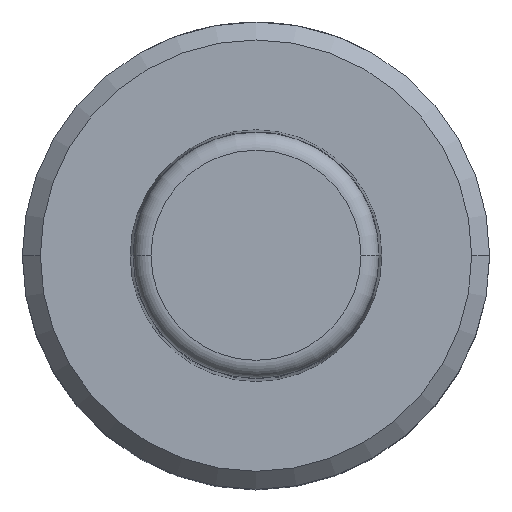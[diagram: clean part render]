
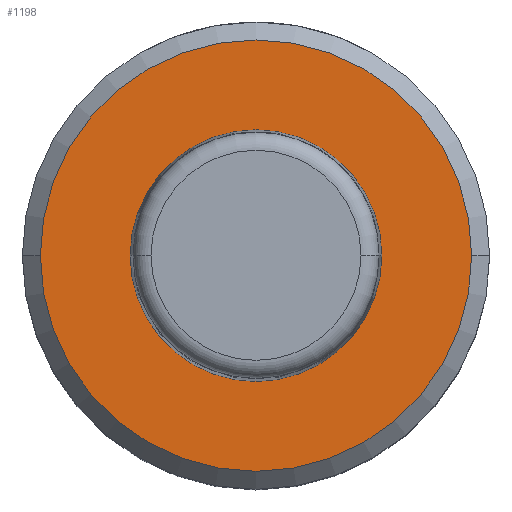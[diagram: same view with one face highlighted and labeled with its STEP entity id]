
A CAD part, top view. The second image highlights one B-rep face of the part: STEP entity #1198.
In plain terms, the highlighted planar face has unit normal (0, 0, 1).
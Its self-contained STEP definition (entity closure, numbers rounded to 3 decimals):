
#43 = DIRECTION ( 'NONE',  ( -1., 0., 0. ) ) ;
#96 = FACE_OUTER_BOUND ( 'NONE', #688, .T. ) ;
#112 = CIRCLE ( 'NONE', #1265, 3.5 ) ;
#173 = CARTESIAN_POINT ( 'NONE',  ( 3.5, 0., -1. ) ) ;
#192 = AXIS2_PLACEMENT_3D ( 'NONE', #383, #1145, #491 ) ;
#194 = CIRCLE ( 'NONE', #658, 6. ) ;
#261 = CARTESIAN_POINT ( 'NONE',  ( 0., 0., -1. ) ) ;
#317 = EDGE_LOOP ( 'NONE', ( #529, #1063 ) ) ;
#383 = CARTESIAN_POINT ( 'NONE',  ( 0., 0., -1. ) ) ;
#419 = EDGE_CURVE ( 'NONE', #1068, #1051, #194, .T. ) ;
#458 = EDGE_CURVE ( 'NONE', #516, #1076, #112, .T. ) ;
#480 = CARTESIAN_POINT ( 'NONE',  ( -3.5, 0., -1. ) ) ;
#491 = DIRECTION ( 'NONE',  ( -1., 0., 0. ) ) ;
#516 = VERTEX_POINT ( 'NONE', #480 ) ;
#529 = ORIENTED_EDGE ( 'NONE', *, *, #849, .T. ) ;
#536 = CARTESIAN_POINT ( 'NONE',  ( 0., 0., -1. ) ) ;
#605 = CARTESIAN_POINT ( 'NONE',  ( 0., 0., -1. ) ) ;
#622 = CIRCLE ( 'NONE', #192, 3.5 ) ;
#642 = DIRECTION ( 'NONE',  ( -1., 0., 0. ) ) ;
#649 = DIRECTION ( 'NONE',  ( 0., 0., -1. ) ) ;
#658 = AXIS2_PLACEMENT_3D ( 'NONE', #536, #1301, #642 ) ;
#669 = FACE_BOUND ( 'NONE', #317, .T. ) ;
#688 = EDGE_LOOP ( 'NONE', ( #1394, #1112 ) ) ;
#695 = DIRECTION ( 'NONE',  ( 0., 0., -1. ) ) ;
#721 = DIRECTION ( 'NONE',  ( -1., 0., 0. ) ) ;
#849 = EDGE_CURVE ( 'NONE', #1076, #516, #622, .T. ) ;
#877 = AXIS2_PLACEMENT_3D ( 'NONE', #261, #695, #43 ) ;
#1051 = VERTEX_POINT ( 'NONE', #1214 ) ;
#1063 = ORIENTED_EDGE ( 'NONE', *, *, #458, .T. ) ;
#1068 = VERTEX_POINT ( 'NONE', #1359 ) ;
#1076 = VERTEX_POINT ( 'NONE', #173 ) ;
#1112 = ORIENTED_EDGE ( 'NONE', *, *, #1327, .T. ) ;
#1145 = DIRECTION ( 'NONE',  ( 0., 0., -1. ) ) ;
#1198 = ADVANCED_FACE ( 'NONE', ( #96, #669 ), #1346, .F. ) ;
#1214 = CARTESIAN_POINT ( 'NONE',  ( 6., 0., -1. ) ) ;
#1256 = AXIS2_PLACEMENT_3D ( 'NONE', #605, #1369, #721 ) ;
#1265 = AXIS2_PLACEMENT_3D ( 'NONE', #1307, #649, #1411 ) ;
#1301 = DIRECTION ( 'NONE',  ( 0., 0., 1. ) ) ;
#1307 = CARTESIAN_POINT ( 'NONE',  ( 0., 0., -1. ) ) ;
#1327 = EDGE_CURVE ( 'NONE', #1051, #1068, #1339, .T. ) ;
#1339 = CIRCLE ( 'NONE', #1256, 6. ) ;
#1346 = PLANE ( 'NONE',  #877 ) ;
#1359 = CARTESIAN_POINT ( 'NONE',  ( -6., 0., -1. ) ) ;
#1369 = DIRECTION ( 'NONE',  ( 0., 0., 1. ) ) ;
#1394 = ORIENTED_EDGE ( 'NONE', *, *, #419, .T. ) ;
#1411 = DIRECTION ( 'NONE',  ( -1., 0., 0. ) ) ;
